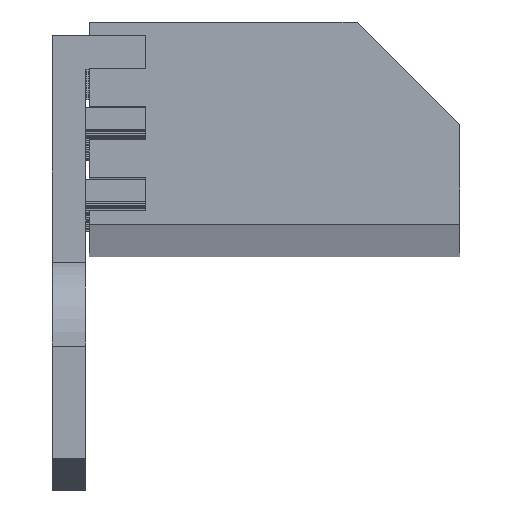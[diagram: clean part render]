
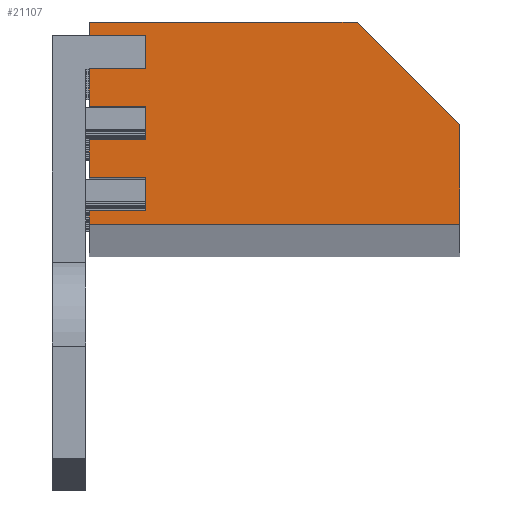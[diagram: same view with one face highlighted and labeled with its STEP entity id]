
A CAD part, top view. The second image highlights one B-rep face of the part: STEP entity #21107.
In plain terms, the highlighted planar face has unit normal (0, 0, 1).
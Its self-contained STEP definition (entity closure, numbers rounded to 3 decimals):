
#50 = DIRECTION ( 'NONE',  ( 1., 0., 0. ) ) ;
#76 = DIRECTION ( 'NONE',  ( 1., 0., 0. ) ) ;
#205 = VERTEX_POINT ( 'NONE', #16506 ) ;
#562 = VERTEX_POINT ( 'NONE', #1076 ) ;
#618 = CARTESIAN_POINT ( 'NONE',  ( -9.9, -2.9, 500. ) ) ;
#1076 = CARTESIAN_POINT ( 'NONE',  ( -9.9, 0.9, 500. ) ) ;
#1320 = ORIENTED_EDGE ( 'NONE', *, *, #5633, .T. ) ;
#1395 = CARTESIAN_POINT ( 'NONE',  ( -6.9, 2.9, 500. ) ) ;
#1977 = CARTESIAN_POINT ( 'NONE',  ( -6.9, 4.7, 500. ) ) ;
#2232 = CARTESIAN_POINT ( 'NONE',  ( -9.9, -5.4, 500. ) ) ;
#2372 = LINE ( 'NONE', #8675, #27836 ) ;
#2397 = VERTEX_POINT ( 'NONE', #30308 ) ;
#2592 = VECTOR ( 'NONE', #15076, 1000. ) ;
#2751 = DIRECTION ( 'NONE',  ( 0., -1., 0. ) ) ;
#2958 = VECTOR ( 'NONE', #21560, 1000. ) ;
#2977 = VECTOR ( 'NONE', #4233, 1000. ) ;
#3004 = CARTESIAN_POINT ( 'NONE',  ( -9.9, -2.9, 500. ) ) ;
#3016 = DIRECTION ( 'NONE',  ( -1., 0., 0. ) ) ;
#3250 = CARTESIAN_POINT ( 'NONE',  ( -9.9, 5.4, 500. ) ) ;
#3338 = ORIENTED_EDGE ( 'NONE', *, *, #17345, .T. ) ;
#3571 = VECTOR ( 'NONE', #23239, 1000. ) ;
#4000 = LINE ( 'NONE', #3250, #24609 ) ;
#4183 = VERTEX_POINT ( 'NONE', #3004 ) ;
#4233 = DIRECTION ( 'NONE',  ( 0., -1., 0. ) ) ;
#4269 = VERTEX_POINT ( 'NONE', #12948 ) ;
#4272 = DIRECTION ( 'NONE',  ( 1., 0., 0. ) ) ;
#4802 = CARTESIAN_POINT ( 'NONE',  ( -6.9, -2.9, 500. ) ) ;
#5014 = VERTEX_POINT ( 'NONE', #1395 ) ;
#5629 = CARTESIAN_POINT ( 'NONE',  ( -9.9, 5.4, 500. ) ) ;
#5633 = EDGE_CURVE ( 'NONE', #27846, #24430, #14177, .T. ) ;
#5855 = CARTESIAN_POINT ( 'NONE',  ( -6.9, -0.9, 500. ) ) ;
#6406 = CARTESIAN_POINT ( 'NONE',  ( 9.9, 5.4, 500. ) ) ;
#6546 = VECTOR ( 'NONE', #24874, 1000. ) ;
#6964 = EDGE_CURVE ( 'NONE', #20030, #30154, #30427, .T. ) ;
#7159 = VECTOR ( 'NONE', #3016, 1000. ) ;
#7198 = CARTESIAN_POINT ( 'NONE',  ( 0., 0., 500. ) ) ;
#7440 = FACE_OUTER_BOUND ( 'NONE', #9261, .T. ) ;
#7904 = VECTOR ( 'NONE', #29824, 1000. ) ;
#8184 = VECTOR ( 'NONE', #9463, 1000. ) ;
#8212 = LINE ( 'NONE', #29412, #2592 ) ;
#8252 = DIRECTION ( 'NONE',  ( 0., 1., 0. ) ) ;
#8409 = EDGE_CURVE ( 'NONE', #10553, #562, #9344, .T. ) ;
#8669 = LINE ( 'NONE', #618, #7159 ) ;
#8675 = CARTESIAN_POINT ( 'NONE',  ( -6.9, -4.7, 500. ) ) ;
#8687 = EDGE_CURVE ( 'NONE', #205, #10553, #26545, .T. ) ;
#8921 = DIRECTION ( 'NONE',  ( 0., 1., 0. ) ) ;
#9261 = EDGE_LOOP ( 'NONE', ( #26095, #20053, #1320, #12910, #30907, #17330, #12036, #24388, #12006, #30749, #28260, #27355, #15734, #28490, #9746, #10097, #3338 ) ) ;
#9344 = LINE ( 'NONE', #19155, #2958 ) ;
#9463 = DIRECTION ( 'NONE',  ( 1., 0., 0. ) ) ;
#9734 = EDGE_CURVE ( 'NONE', #24024, #4183, #14149, .T. ) ;
#9746 = ORIENTED_EDGE ( 'NONE', *, *, #6964, .F. ) ;
#9969 = VECTOR ( 'NONE', #8921, 1000. ) ;
#10056 = VERTEX_POINT ( 'NONE', #13636 ) ;
#10097 = ORIENTED_EDGE ( 'NONE', *, *, #14358, .T. ) ;
#10535 = CARTESIAN_POINT ( 'NONE',  ( 4.4, 5.4, 500. ) ) ;
#10553 = VERTEX_POINT ( 'NONE', #13827 ) ;
#10760 = CARTESIAN_POINT ( 'NONE',  ( -9.9, -0.9, 500. ) ) ;
#11655 = VECTOR ( 'NONE', #19257, 1000. ) ;
#11982 = CARTESIAN_POINT ( 'NONE',  ( -9.9, 2.9, 500. ) ) ;
#12006 = ORIENTED_EDGE ( 'NONE', *, *, #8409, .F. ) ;
#12020 = CARTESIAN_POINT ( 'NONE',  ( 4.9, 4.9, 500. ) ) ;
#12036 = ORIENTED_EDGE ( 'NONE', *, *, #14754, .F. ) ;
#12166 = CARTESIAN_POINT ( 'NONE',  ( -9.9, -4.7, 500. ) ) ;
#12375 = EDGE_CURVE ( 'NONE', #24141, #562, #4000, .T. ) ;
#12603 = VECTOR ( 'NONE', #2751, 1000. ) ;
#12622 = EDGE_CURVE ( 'NONE', #5014, #22764, #24217, .T. ) ;
#12880 = DIRECTION ( 'NONE',  ( 0., -1., 0. ) ) ;
#12910 = ORIENTED_EDGE ( 'NONE', *, *, #19850, .T. ) ;
#12948 = CARTESIAN_POINT ( 'NONE',  ( -9.9, -5.4, 500. ) ) ;
#13636 = CARTESIAN_POINT ( 'NONE',  ( -9.9, 4.7, 500. ) ) ;
#13681 = LINE ( 'NONE', #5629, #6546 ) ;
#13827 = CARTESIAN_POINT ( 'NONE',  ( -6.9, 0.9, 500. ) ) ;
#14149 = LINE ( 'NONE', #19483, #12603 ) ;
#14177 = LINE ( 'NONE', #18274, #26157 ) ;
#14338 = PLANE ( 'NONE',  #25387 ) ;
#14358 = EDGE_CURVE ( 'NONE', #20030, #4269, #13681, .T. ) ;
#14448 = DIRECTION ( 'NONE',  ( 0., 0., 1. ) ) ;
#14572 = LINE ( 'NONE', #2232, #8184 ) ;
#14684 = CARTESIAN_POINT ( 'NONE',  ( -9.9, 2.9, 500. ) ) ;
#14754 = EDGE_CURVE ( 'NONE', #24141, #5014, #20732, .T. ) ;
#15076 = DIRECTION ( 'NONE',  ( -1., 0., 0. ) ) ;
#15734 = ORIENTED_EDGE ( 'NONE', *, *, #27755, .F. ) ;
#16506 = CARTESIAN_POINT ( 'NONE',  ( -6.9, -0.9, 500. ) ) ;
#17330 = ORIENTED_EDGE ( 'NONE', *, *, #12622, .F. ) ;
#17345 = EDGE_CURVE ( 'NONE', #4269, #2397, #14572, .T. ) ;
#18274 = CARTESIAN_POINT ( 'NONE',  ( -9.9, 5.4, 500. ) ) ;
#18783 = LINE ( 'NONE', #12020, #11655 ) ;
#19029 = CARTESIAN_POINT ( 'NONE',  ( 9.9, -0.1, 500. ) ) ;
#19092 = EDGE_CURVE ( 'NONE', #24024, #205, #26994, .T. ) ;
#19155 = CARTESIAN_POINT ( 'NONE',  ( -9.9, 0.9, 500. ) ) ;
#19237 = VECTOR ( 'NONE', #50, 1000. ) ;
#19257 = DIRECTION ( 'NONE',  ( -0.707, 0.707, 0. ) ) ;
#19356 = VERTEX_POINT ( 'NONE', #19029 ) ;
#19483 = CARTESIAN_POINT ( 'NONE',  ( -9.9, 5.4, 500. ) ) ;
#19850 = EDGE_CURVE ( 'NONE', #24430, #10056, #21334, .T. ) ;
#20030 = VERTEX_POINT ( 'NONE', #12166 ) ;
#20053 = ORIENTED_EDGE ( 'NONE', *, *, #27616, .T. ) ;
#20648 = EDGE_CURVE ( 'NONE', #22764, #10056, #8212, .T. ) ;
#20732 = LINE ( 'NONE', #11982, #19237 ) ;
#20971 = CARTESIAN_POINT ( 'NONE',  ( -9.9, 5.4, 500. ) ) ;
#21002 = CARTESIAN_POINT ( 'NONE',  ( -9.9, -4.7, 500. ) ) ;
#21082 = VERTEX_POINT ( 'NONE', #4802 ) ;
#21107 = ADVANCED_FACE ( 'NONE', ( #7440 ), #14338, .T. ) ;
#21298 = CARTESIAN_POINT ( 'NONE',  ( -6.9, -4.7, 500. ) ) ;
#21334 = LINE ( 'NONE', #20971, #2977 ) ;
#21560 = DIRECTION ( 'NONE',  ( -1., 0., 0. ) ) ;
#22654 = LINE ( 'NONE', #6406, #3571 ) ;
#22764 = VERTEX_POINT ( 'NONE', #1977 ) ;
#23179 = DIRECTION ( 'NONE',  ( -1., 0., 0. ) ) ;
#23239 = DIRECTION ( 'NONE',  ( 0., 1., 0. ) ) ;
#24024 = VERTEX_POINT ( 'NONE', #26297 ) ;
#24141 = VERTEX_POINT ( 'NONE', #14684 ) ;
#24217 = LINE ( 'NONE', #28053, #9969 ) ;
#24388 = ORIENTED_EDGE ( 'NONE', *, *, #12375, .T. ) ;
#24430 = VERTEX_POINT ( 'NONE', #25432 ) ;
#24609 = VECTOR ( 'NONE', #12880, 1000. ) ;
#24760 = EDGE_CURVE ( 'NONE', #2397, #19356, #22654, .T. ) ;
#24874 = DIRECTION ( 'NONE',  ( 0., -1., 0. ) ) ;
#25387 = AXIS2_PLACEMENT_3D ( 'NONE', #7198, #14448, #76 ) ;
#25416 = DIRECTION ( 'NONE',  ( 0., 1., 0. ) ) ;
#25432 = CARTESIAN_POINT ( 'NONE',  ( -9.9, 5.4, 500. ) ) ;
#25801 = VECTOR ( 'NONE', #8252, 1000. ) ;
#26095 = ORIENTED_EDGE ( 'NONE', *, *, #24760, .T. ) ;
#26157 = VECTOR ( 'NONE', #23179, 1000. ) ;
#26297 = CARTESIAN_POINT ( 'NONE',  ( -9.9, -0.9, 500. ) ) ;
#26545 = LINE ( 'NONE', #5855, #25801 ) ;
#26994 = LINE ( 'NONE', #10760, #7904 ) ;
#27355 = ORIENTED_EDGE ( 'NONE', *, *, #9734, .T. ) ;
#27616 = EDGE_CURVE ( 'NONE', #19356, #27846, #18783, .T. ) ;
#27755 = EDGE_CURVE ( 'NONE', #21082, #4183, #8669, .T. ) ;
#27836 = VECTOR ( 'NONE', #25416, 1000. ) ;
#27846 = VERTEX_POINT ( 'NONE', #10535 ) ;
#28053 = CARTESIAN_POINT ( 'NONE',  ( -6.9, 2.9, 500. ) ) ;
#28260 = ORIENTED_EDGE ( 'NONE', *, *, #19092, .F. ) ;
#28490 = ORIENTED_EDGE ( 'NONE', *, *, #29685, .F. ) ;
#29412 = CARTESIAN_POINT ( 'NONE',  ( -9.9, 4.7, 500. ) ) ;
#29650 = VECTOR ( 'NONE', #4272, 1000. ) ;
#29685 = EDGE_CURVE ( 'NONE', #30154, #21082, #2372, .T. ) ;
#29824 = DIRECTION ( 'NONE',  ( 1., 0., 0. ) ) ;
#30154 = VERTEX_POINT ( 'NONE', #21298 ) ;
#30308 = CARTESIAN_POINT ( 'NONE',  ( 9.9, -5.4, 500. ) ) ;
#30427 = LINE ( 'NONE', #21002, #29650 ) ;
#30749 = ORIENTED_EDGE ( 'NONE', *, *, #8687, .F. ) ;
#30907 = ORIENTED_EDGE ( 'NONE', *, *, #20648, .F. ) ;
